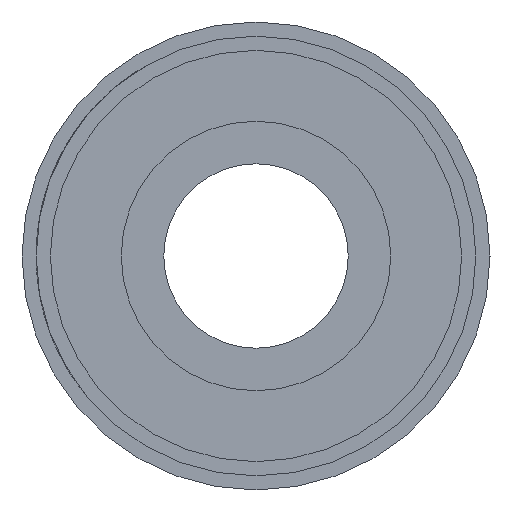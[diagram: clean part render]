
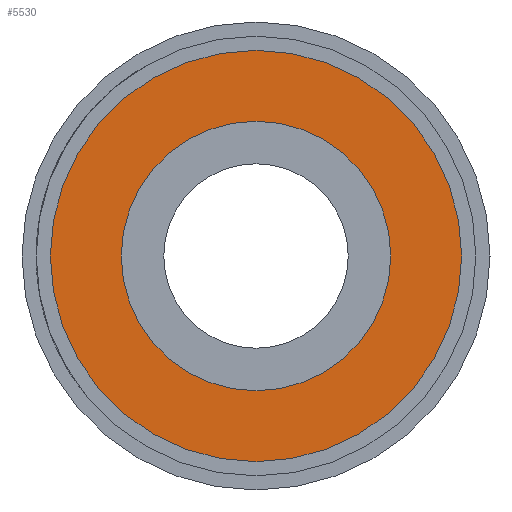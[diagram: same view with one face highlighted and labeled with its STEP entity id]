
A CAD part, left-side view. The second image highlights one B-rep face of the part: STEP entity #5530.
In plain terms, the highlighted planar face has unit normal (-1, 0, 0).
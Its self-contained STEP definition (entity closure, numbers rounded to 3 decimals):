
#3 = EDGE_CURVE ( 'NONE', #1710, #12238, #3937, .T. ) ;
#421 = FACE_OUTER_BOUND ( 'NONE', #2615, .T. ) ;
#1111 = CIRCLE ( 'NONE', #12110, 14.5 ) ;
#1442 = CARTESIAN_POINT ( 'NONE',  ( 0., 0., 14.5 ) ) ;
#1503 = DIRECTION ( 'NONE',  ( -1., 0., 0. ) ) ;
#1692 = AXIS2_PLACEMENT_3D ( 'NONE', #5270, #1503, #4315 ) ;
#1710 = VERTEX_POINT ( 'NONE', #11330 ) ;
#2615 = EDGE_LOOP ( 'NONE', ( #9554, #5209 ) ) ;
#2982 = EDGE_CURVE ( 'NONE', #8696, #5612, #8020, .T. ) ;
#3572 = AXIS2_PLACEMENT_3D ( 'NONE', #9161, #4319, #11114 ) ;
#3937 = CIRCLE ( 'NONE', #1692, 9.5 ) ;
#3977 = CARTESIAN_POINT ( 'NONE',  ( 0., 0., 0. ) ) ;
#4044 = CARTESIAN_POINT ( 'NONE',  ( 0., 0., 0. ) ) ;
#4315 = DIRECTION ( 'NONE',  ( 0., 0., 1. ) ) ;
#4319 = DIRECTION ( 'NONE',  ( 1., 0., 0. ) ) ;
#4334 = CARTESIAN_POINT ( 'NONE',  ( 0., 0., 0. ) ) ;
#4874 = ORIENTED_EDGE ( 'NONE', *, *, #3, .F. ) ;
#5209 = ORIENTED_EDGE ( 'NONE', *, *, #2982, .T. ) ;
#5221 = CARTESIAN_POINT ( 'NONE',  ( 0., 0., -14.5 ) ) ;
#5270 = CARTESIAN_POINT ( 'NONE',  ( 0., 0., 0. ) ) ;
#5530 = ADVANCED_FACE ( 'NONE', ( #6172, #421 ), #9985, .F. ) ;
#5612 = VERTEX_POINT ( 'NONE', #1442 ) ;
#6013 = AXIS2_PLACEMENT_3D ( 'NONE', #4044, #7146, #6137 ) ;
#6077 = DIRECTION ( 'NONE',  ( 0., 0., 1. ) ) ;
#6137 = DIRECTION ( 'NONE',  ( 0., 0., 1. ) ) ;
#6172 = FACE_BOUND ( 'NONE', #8561, .T. ) ;
#6808 = AXIS2_PLACEMENT_3D ( 'NONE', #4334, #12088, #11004 ) ;
#6898 = CARTESIAN_POINT ( 'NONE',  ( 0., 0., 9.5 ) ) ;
#7146 = DIRECTION ( 'NONE',  ( -1., 0., 0. ) ) ;
#8020 = CIRCLE ( 'NONE', #6808, 14.5 ) ;
#8041 = DIRECTION ( 'NONE',  ( -1., 0., 0. ) ) ;
#8447 = ORIENTED_EDGE ( 'NONE', *, *, #10204, .F. ) ;
#8561 = EDGE_LOOP ( 'NONE', ( #8447, #4874 ) ) ;
#8696 = VERTEX_POINT ( 'NONE', #5221 ) ;
#9161 = CARTESIAN_POINT ( 'NONE',  ( 0., 0., 0. ) ) ;
#9554 = ORIENTED_EDGE ( 'NONE', *, *, #9705, .T. ) ;
#9705 = EDGE_CURVE ( 'NONE', #5612, #8696, #1111, .T. ) ;
#9985 = PLANE ( 'NONE',  #3572 ) ;
#10204 = EDGE_CURVE ( 'NONE', #12238, #1710, #11484, .T. ) ;
#11004 = DIRECTION ( 'NONE',  ( 0., 0., 1. ) ) ;
#11114 = DIRECTION ( 'NONE',  ( 0., 0., -1. ) ) ;
#11330 = CARTESIAN_POINT ( 'NONE',  ( 0., 0., -9.5 ) ) ;
#11484 = CIRCLE ( 'NONE', #6013, 9.5 ) ;
#12088 = DIRECTION ( 'NONE',  ( -1., 0., 0. ) ) ;
#12110 = AXIS2_PLACEMENT_3D ( 'NONE', #3977, #8041, #6077 ) ;
#12238 = VERTEX_POINT ( 'NONE', #6898 ) ;
